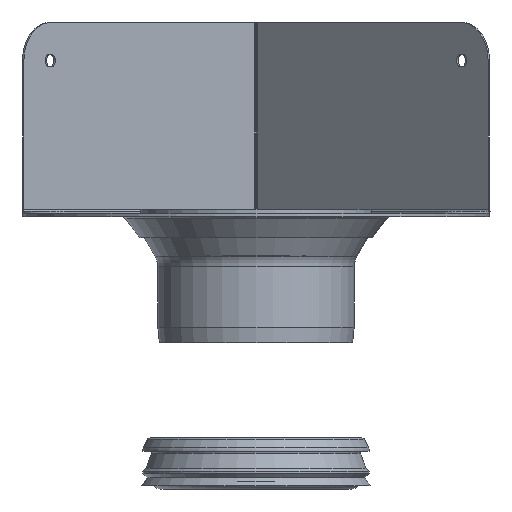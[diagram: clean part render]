
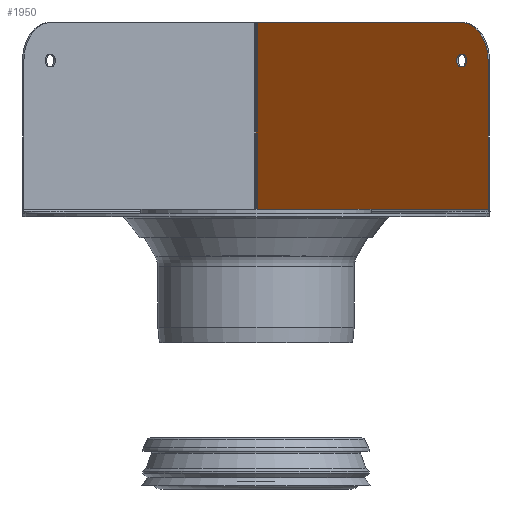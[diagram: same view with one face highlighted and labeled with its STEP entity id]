
A CAD part, left-side view. The second image highlights one B-rep face of the part: STEP entity #1950.
In plain terms, the highlighted planar face has unit normal (-0.707, 0.707, 0).
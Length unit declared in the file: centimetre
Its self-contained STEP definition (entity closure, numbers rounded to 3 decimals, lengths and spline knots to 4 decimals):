
#104=FACE_BOUND('',#487,.T.);
#133=PLANE('',#2473);
#297=FACE_OUTER_BOUND('',#486,.T.);
#486=EDGE_LOOP('',(#1594,#1595,#1596,#1597,#1598));
#487=EDGE_LOOP('',(#1599));
#666=CIRCLE('',#2474,20.);
#667=CIRCLE('',#2475,3.3);
#841=VERTEX_POINT('',#3687);
#847=VERTEX_POINT('',#3702);
#848=VERTEX_POINT('',#3703);
#851=VERTEX_POINT('',#3711);
#852=VERTEX_POINT('',#3713);
#853=VERTEX_POINT('',#3717);
#1110=EDGE_CURVE('',#847,#848,#2080,.T.);
#1114=EDGE_CURVE('',#841,#851,#2084,.T.);
#1115=EDGE_CURVE('',#851,#852,#2085,.T.);
#1116=EDGE_CURVE('',#847,#852,#666,.T.);
#1117=EDGE_CURVE('',#841,#848,#2086,.T.);
#1118=EDGE_CURVE('',#853,#853,#667,.T.);
#1594=ORIENTED_EDGE('',*,*,#1114,.T.);
#1595=ORIENTED_EDGE('',*,*,#1115,.T.);
#1596=ORIENTED_EDGE('',*,*,#1116,.F.);
#1597=ORIENTED_EDGE('',*,*,#1110,.T.);
#1598=ORIENTED_EDGE('',*,*,#1117,.F.);
#1599=ORIENTED_EDGE('',*,*,#1118,.T.);
#1950=ADVANCED_FACE('',(#297,#104),#133,.T.);
#2080=LINE('',#3704,#2214);
#2084=LINE('',#3712,#2218);
#2085=LINE('',#3714,#2219);
#2086=LINE('',#3716,#2220);
#2214=VECTOR('',#3034,10.);
#2218=VECTOR('',#3040,10.);
#2219=VECTOR('',#3041,10.);
#2220=VECTOR('',#3044,10.);
#2473=AXIS2_PLACEMENT_3D('',#3710,#3038,#3039);
#2474=AXIS2_PLACEMENT_3D('',#3715,#3042,#3043);
#2475=AXIS2_PLACEMENT_3D('',#3718,#3045,#3046);
#3034=DIRECTION('',(0.707,0.707,0.));
#3038=DIRECTION('center_axis',(-0.707,0.707,0.));
#3039=DIRECTION('ref_axis',(-0.5,-0.5,0.707));
#3040=DIRECTION('',(-0.707,-0.707,0.));
#3041=DIRECTION('',(0.,0.,1.));
#3042=DIRECTION('center_axis',(0.707,-0.707,0.));
#3043=DIRECTION('ref_axis',(-0.5,-0.5,0.707));
#3044=DIRECTION('',(0.,0.,1.));
#3045=DIRECTION('center_axis',(0.707,-0.707,0.));
#3046=DIRECTION('ref_axis',(0.707,0.707,0.));
#3687=CARTESIAN_POINT('',(352.0934,-0.05,73.));
#3702=CARTESIAN_POINT('',(244.4927,-107.6508,171.));
#3703=CARTESIAN_POINT('',(352.0934,-0.05,171.));
#3704=CARTESIAN_POINT('',(230.3505,-121.7929,171.));
#3710=CARTESIAN_POINT('Origin',(290.9063,-61.2371,120.622));
#3711=CARTESIAN_POINT('',(230.3505,-121.7929,73.));
#3712=CARTESIAN_POINT('',(290.5463,-61.5971,73.));
#3713=CARTESIAN_POINT('',(230.3505,-121.7929,151.));
#3714=CARTESIAN_POINT('',(230.3505,-121.7929,73.));
#3715=CARTESIAN_POINT('Origin',(244.4927,-107.6508,151.));
#3716=CARTESIAN_POINT('',(352.0934,-0.05,73.));
#3717=CARTESIAN_POINT('',(242.1592,-109.9842,151.));
#3718=CARTESIAN_POINT('Origin',(244.4927,-107.6508,151.));
